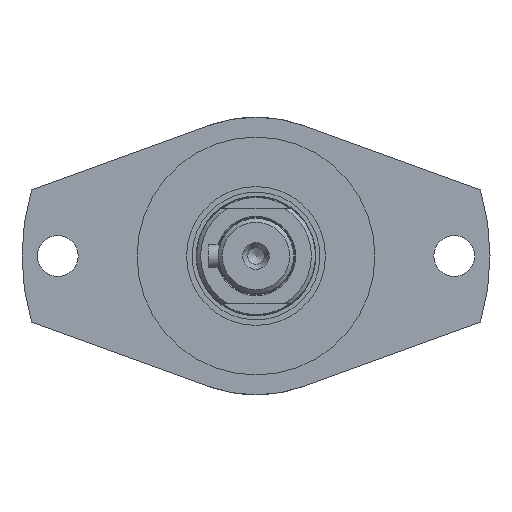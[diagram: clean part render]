
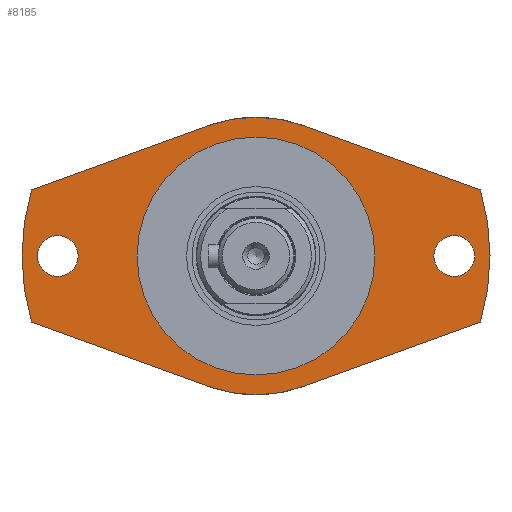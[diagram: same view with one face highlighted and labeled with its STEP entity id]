
A CAD part, left-side view. The second image highlights one B-rep face of the part: STEP entity #8185.
In plain terms, the highlighted planar face has unit normal (-1, 0, 0).
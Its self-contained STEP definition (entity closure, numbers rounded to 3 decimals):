
#192=FACE_BOUND('',#2603,.T.);
#193=FACE_BOUND('',#2604,.T.);
#194=FACE_BOUND('',#2605,.T.);
#394=PLANE('',#9304);
#862=LINE('',#14641,#1344);
#863=LINE('',#14644,#1345);
#864=LINE('',#14646,#1346);
#865=LINE('',#14649,#1347);
#1344=VECTOR('',#11855,10.);
#1345=VECTOR('',#11858,10.);
#1346=VECTOR('',#11859,10.);
#1347=VECTOR('',#11862,10.);
#2082=FACE_OUTER_BOUND('',#2602,.T.);
#2602=EDGE_LOOP('',(#7217,#7218,#7219,#7220,#7221,#7222,#7223,#7224));
#2603=EDGE_LOOP('',(#7225));
#2604=EDGE_LOOP('',(#7226));
#2605=EDGE_LOOP('',(#7227,#7228));
#3189=CIRCLE('',#9294,59.);
#3190=CIRCLE('',#9296,30.);
#3191=CIRCLE('',#9297,30.);
#3195=CIRCLE('',#9303,59.);
#3196=CIRCLE('',#9305,35.);
#3197=CIRCLE('',#9306,35.);
#3198=CIRCLE('',#9307,5.15);
#3199=CIRCLE('',#9308,5.15);
#3938=VERTEX_POINT('',#14614);
#3939=VERTEX_POINT('',#14616);
#3940=VERTEX_POINT('',#14620);
#3941=VERTEX_POINT('',#14621);
#3944=VERTEX_POINT('',#14631);
#3947=VERTEX_POINT('',#14636);
#3948=VERTEX_POINT('',#14640);
#3949=VERTEX_POINT('',#14642);
#3950=VERTEX_POINT('',#14645);
#3951=VERTEX_POINT('',#14647);
#3952=VERTEX_POINT('',#14650);
#3953=VERTEX_POINT('',#14652);
#5042=EDGE_CURVE('',#3938,#3939,#3189,.T.);
#5044=EDGE_CURVE('',#3940,#3941,#3190,.T.);
#5045=EDGE_CURVE('',#3941,#3940,#3191,.T.);
#5052=EDGE_CURVE('',#3947,#3944,#3195,.T.);
#5053=EDGE_CURVE('',#3938,#3948,#862,.T.);
#5054=EDGE_CURVE('',#3948,#3949,#3196,.T.);
#5055=EDGE_CURVE('',#3949,#3944,#863,.T.);
#5056=EDGE_CURVE('',#3947,#3950,#864,.T.);
#5057=EDGE_CURVE('',#3950,#3951,#3197,.T.);
#5058=EDGE_CURVE('',#3951,#3939,#865,.T.);
#5059=EDGE_CURVE('',#3952,#3952,#3198,.T.);
#5060=EDGE_CURVE('',#3953,#3953,#3199,.T.);
#7217=ORIENTED_EDGE('',*,*,#5053,.T.);
#7218=ORIENTED_EDGE('',*,*,#5054,.T.);
#7219=ORIENTED_EDGE('',*,*,#5055,.T.);
#7220=ORIENTED_EDGE('',*,*,#5052,.F.);
#7221=ORIENTED_EDGE('',*,*,#5056,.T.);
#7222=ORIENTED_EDGE('',*,*,#5057,.T.);
#7223=ORIENTED_EDGE('',*,*,#5058,.T.);
#7224=ORIENTED_EDGE('',*,*,#5042,.F.);
#7225=ORIENTED_EDGE('',*,*,#5059,.T.);
#7226=ORIENTED_EDGE('',*,*,#5060,.T.);
#7227=ORIENTED_EDGE('',*,*,#5044,.T.);
#7228=ORIENTED_EDGE('',*,*,#5045,.T.);
#8185=ADVANCED_FACE('',(#2082,#192,#193,#194),#394,.T.);
#9294=AXIS2_PLACEMENT_3D('',#14617,#11829,#11830);
#9296=AXIS2_PLACEMENT_3D('',#14622,#11834,#11835);
#9297=AXIS2_PLACEMENT_3D('',#14623,#11836,#11837);
#9303=AXIS2_PLACEMENT_3D('',#14638,#11851,#11852);
#9304=AXIS2_PLACEMENT_3D('',#14639,#11853,#11854);
#9305=AXIS2_PLACEMENT_3D('',#14643,#11856,#11857);
#9306=AXIS2_PLACEMENT_3D('',#14648,#11860,#11861);
#9307=AXIS2_PLACEMENT_3D('',#14651,#11863,#11864);
#9308=AXIS2_PLACEMENT_3D('',#14653,#11865,#11866);
#11829=DIRECTION('center_axis',(1.,0.,0.));
#11830=DIRECTION('ref_axis',(0.,1.,0.));
#11834=DIRECTION('center_axis',(1.,0.,0.));
#11835=DIRECTION('ref_axis',(0.,1.,0.));
#11836=DIRECTION('center_axis',(1.,0.,0.));
#11837=DIRECTION('ref_axis',(0.,1.,0.));
#11851=DIRECTION('center_axis',(1.,0.,0.));
#11852=DIRECTION('ref_axis',(0.,1.,0.));
#11853=DIRECTION('center_axis',(-1.,0.,0.));
#11854=DIRECTION('ref_axis',(0.,0.,1.));
#11855=DIRECTION('',(0.,-0.94,-0.342));
#11856=DIRECTION('center_axis',(-1.,0.,0.));
#11857=DIRECTION('ref_axis',(0.,-0.342,0.94));
#11858=DIRECTION('',(0.,-0.94,0.342));
#11859=DIRECTION('',(0.,0.94,0.342));
#11860=DIRECTION('center_axis',(-1.,0.,0.));
#11861=DIRECTION('ref_axis',(0.,0.342,-0.94));
#11862=DIRECTION('',(0.,0.94,-0.342));
#11863=DIRECTION('center_axis',(1.,0.,0.));
#11864=DIRECTION('ref_axis',(0.,0.,-1.));
#11865=DIRECTION('center_axis',(1.,0.,0.));
#11866=DIRECTION('ref_axis',(0.,0.,-1.));
#14614=CARTESIAN_POINT('',(-93.,56.604,-16.644));
#14616=CARTESIAN_POINT('',(-93.,56.604,16.644));
#14617=CARTESIAN_POINT('Origin',(-93.,0.,0.));
#14620=CARTESIAN_POINT('',(-93.,30.,0.));
#14621=CARTESIAN_POINT('',(-93.,-30.,0.));
#14622=CARTESIAN_POINT('Origin',(-93.,0.,0.));
#14623=CARTESIAN_POINT('Origin',(-93.,0.,0.));
#14631=CARTESIAN_POINT('',(-93.,-56.604,-16.644));
#14636=CARTESIAN_POINT('',(-93.,-56.604,16.644));
#14638=CARTESIAN_POINT('Origin',(-93.,0.,0.));
#14639=CARTESIAN_POINT('Origin',(-93.,44.5,0.));
#14640=CARTESIAN_POINT('',(-93.,11.971,-32.889));
#14641=CARTESIAN_POINT('',(-93.,76.799,-9.294));
#14642=CARTESIAN_POINT('',(-93.,-11.971,-32.889));
#14643=CARTESIAN_POINT('Origin',(-93.,0.,0.));
#14644=CARTESIAN_POINT('',(-93.,7.677,-40.04));
#14645=CARTESIAN_POINT('',(-93.,-11.971,32.889));
#14646=CARTESIAN_POINT('',(-93.,-37.505,23.596));
#14647=CARTESIAN_POINT('',(-93.,11.971,32.889));
#14648=CARTESIAN_POINT('Origin',(-93.,0.,0.));
#14649=CARTESIAN_POINT('',(-93.,31.618,25.738));
#14650=CARTESIAN_POINT('',(-93.,-50.,5.15));
#14651=CARTESIAN_POINT('Origin',(-93.,-50.,0.));
#14652=CARTESIAN_POINT('',(-93.,50.,5.15));
#14653=CARTESIAN_POINT('Origin',(-93.,50.,0.));
